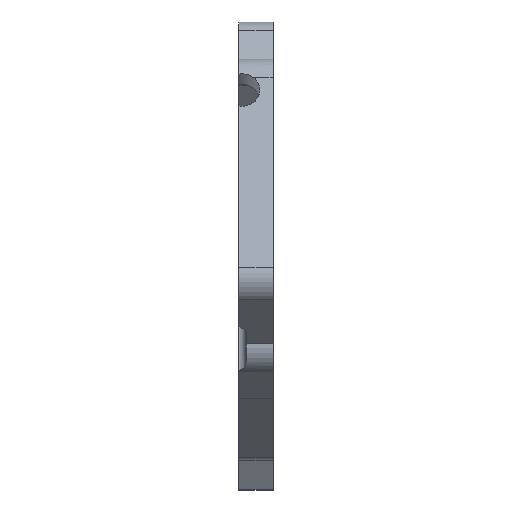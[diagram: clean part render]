
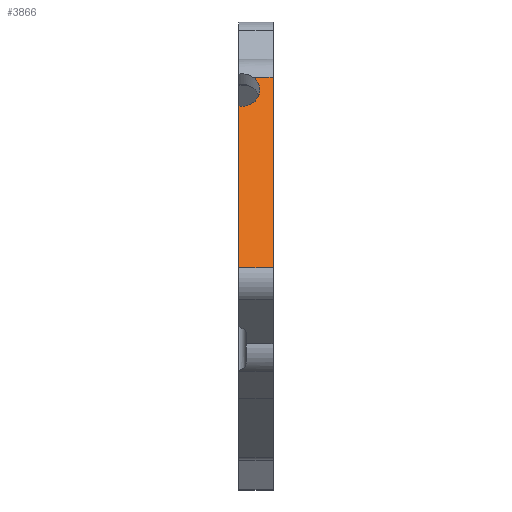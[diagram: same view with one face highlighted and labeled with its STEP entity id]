
A CAD part, left-side view. The second image highlights one B-rep face of the part: STEP entity #3866.
In plain terms, the highlighted planar face has unit normal (-0.927, 0, 0.375).
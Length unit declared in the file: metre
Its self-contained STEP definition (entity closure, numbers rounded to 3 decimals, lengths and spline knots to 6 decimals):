
#112=CIRCLE('',#4115,0.0055);
#424=ORIENTED_EDGE('',*,*,#1576,.F.);
#425=ORIENTED_EDGE('',*,*,#1577,.F.);
#426=ORIENTED_EDGE('',*,*,#1578,.T.);
#427=ORIENTED_EDGE('',*,*,#1579,.T.);
#428=ORIENTED_EDGE('',*,*,#1580,.F.);
#1576=EDGE_CURVE('',#2152,#2153,#2490,.T.);
#1577=EDGE_CURVE('',#2154,#2152,#2491,.F.);
#1578=EDGE_CURVE('',#2154,#2155,#112,.T.);
#1579=EDGE_CURVE('',#2155,#2156,#2492,.T.);
#1580=EDGE_CURVE('',#2153,#2156,#2493,.T.);
#2152=VERTEX_POINT('',#5632);
#2153=VERTEX_POINT('',#5633);
#2154=VERTEX_POINT('',#5635);
#2155=VERTEX_POINT('',#5637);
#2156=VERTEX_POINT('',#5639);
#2490=LINE('',#5631,#2909);
#2491=LINE('',#5634,#2910);
#2492=LINE('',#5638,#2911);
#2493=LINE('',#5640,#2912);
#2909=VECTOR('',#4490,1.);
#2910=VECTOR('',#4491,1.);
#2911=VECTOR('',#4494,1.);
#2912=VECTOR('',#4495,1.);
#3220=EDGE_LOOP('',(#424,#425,#426,#427,#428));
#3480=FACE_BOUND('',#3220,.T.);
#3726=PLANE('',#4114);
#3866=ADVANCED_FACE('',(#3480),#3726,.T.);
#4114=AXIS2_PLACEMENT_3D('',#5630,#4488,#4489);
#4115=AXIS2_PLACEMENT_3D('',#5636,#4492,#4493);
#4488=DIRECTION('',(-0.927,0.,0.375));
#4489=DIRECTION('',(-0.375,0.,-0.927));
#4490=DIRECTION('',(-0.375,0.,-0.927));
#4491=DIRECTION('',(0.,1.,0.));
#4492=DIRECTION('',(0.927,0.,-0.375));
#4493=DIRECTION('',(-0.375,0.,-0.927));
#4494=DIRECTION('',(-0.375,0.,-0.927));
#4495=DIRECTION('',(0.,1.,0.));
#5630=CARTESIAN_POINT('',(-0.176815,-0.0025,0.148429));
#5631=CARTESIAN_POINT('',(-0.176815,-0.0055,0.148429));
#5632=CARTESIAN_POINT('',(-0.178541,-0.0055,0.144158));
#5633=CARTESIAN_POINT('',(-0.202771,-0.0055,0.084185));
#5634=CARTESIAN_POINT('',(-0.178541,-0.0025,0.144158));
#5635=CARTESIAN_POINT('',(-0.178541,0.000846,0.144158));
#5636=CARTESIAN_POINT('',(-0.180188,0.00415,0.140081));
#5637=CARTESIAN_POINT('',(-0.18221,0.0052,0.135075));
#5638=CARTESIAN_POINT('',(-0.176815,0.0052,0.148429));
#5639=CARTESIAN_POINT('',(-0.202771,0.0052,0.084185));
#5640=CARTESIAN_POINT('',(-0.202771,-0.0025,0.084185));
